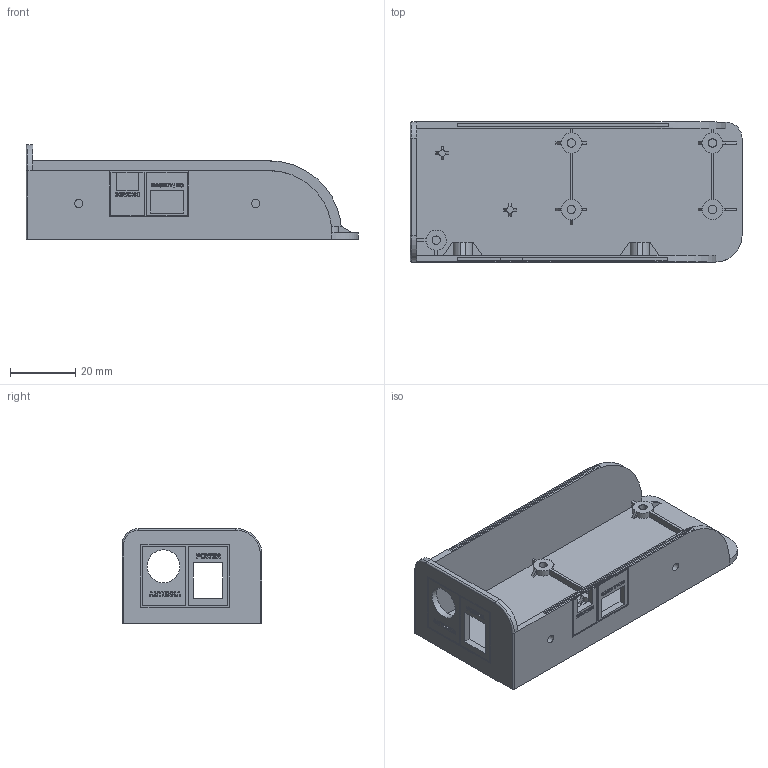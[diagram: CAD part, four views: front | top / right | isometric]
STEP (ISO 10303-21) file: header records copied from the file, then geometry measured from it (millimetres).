
FILE_DESCRIPTION(/* description */ (''),/* implementation_level */ '2;1');
FILE_NAME(/* name */ 'top case.step',/* time_stamp */ '2019-10-02T02:06:38-05:00',/* author */ (''),/* organization */ (''),/* preprocessor_version */ 'ST-DEVELOPER v18',/* originating_system */ 'Autodesk Translation Framework v8.6.0.1094',/* authorisation */ '');
FILE_SCHEMA (('AUTOMOTIVE_DESIGN { 1 0 10303 214 3 1 1 }'));
Length unit declared in the file: millimetre
Products named in the file (1): top case
Bounding box: 101.5 x 42.8 x 29 mm (x, y, z)
Volume: 18113.3 mm3; surface area: 19508.5 mm2
Topology: 1 solids, 1 shells, 640 faces, 1751 edges, 1164 vertices
Faces by surface type: plane 447, bspline 143, cylinder 48, torus 2
Full cylindrical faces by diameter (mm): 2.529 x7, 10.051 x1
Entity records: 21594 total; most frequent: CARTESIAN_POINT 6179, ORIENTED_EDGE 3502, DIRECTION 2565, EDGE_CURVE 1751, LINE 1361, VECTOR 1361, VERTEX_POINT 1164, EDGE_LOOP 701
